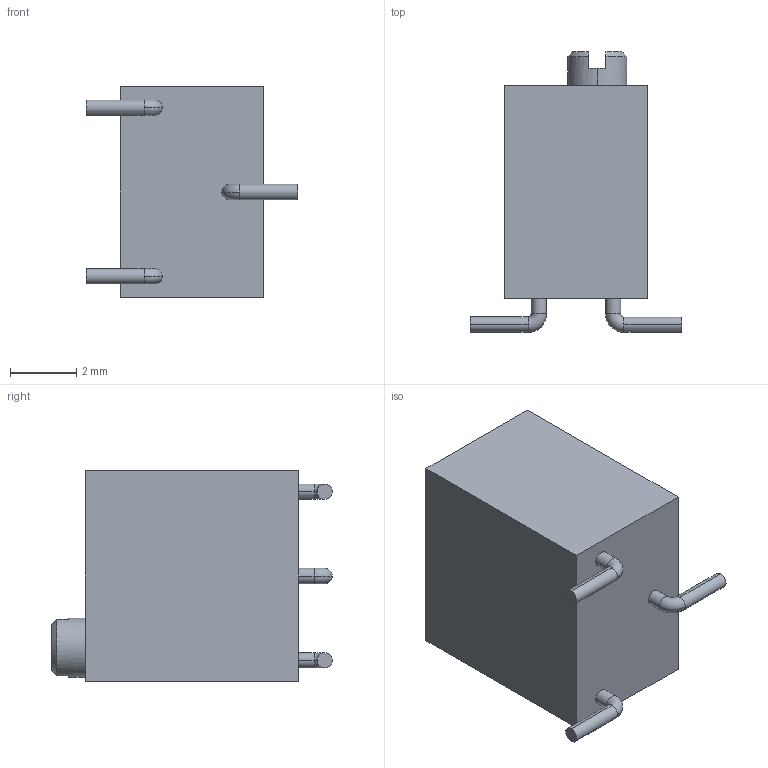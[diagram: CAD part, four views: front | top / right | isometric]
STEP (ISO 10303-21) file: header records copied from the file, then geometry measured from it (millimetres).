
FILE_DESCRIPTION (( 'STEP AP214' ), '1' );
FILE_NAME ('3269W-1-203LF.STEP', '2021-08-17T09:16:53', ( '' ), ( '' ), 'SwSTEP 2.0', 'SolidWorks 2017', '' );
FILE_SCHEMA (( 'AUTOMOTIVE_DESIGN' ));
Length unit declared in the file: millimetre
Products named in the file (1): 3269W-1-203LF
Bounding box: 6.36 x 8.46 x 6.35 mm (x, y, z)
Volume: 179.5 mm3; surface area: 216 mm2
Topology: 5 solids, 5 shells, 40 faces, 84 edges, 54 vertices
Faces by surface type: plane 18, cylinder 14, torus 6, cone 2
Entity records: 1160 total; most frequent: DIRECTION 208, CARTESIAN_POINT 191, ORIENTED_EDGE 168, AXIS2_PLACEMENT_3D 87, EDGE_CURVE 84, VERTEX_POINT 54, CIRCLE 46, FACE_OUTER_BOUND 40
